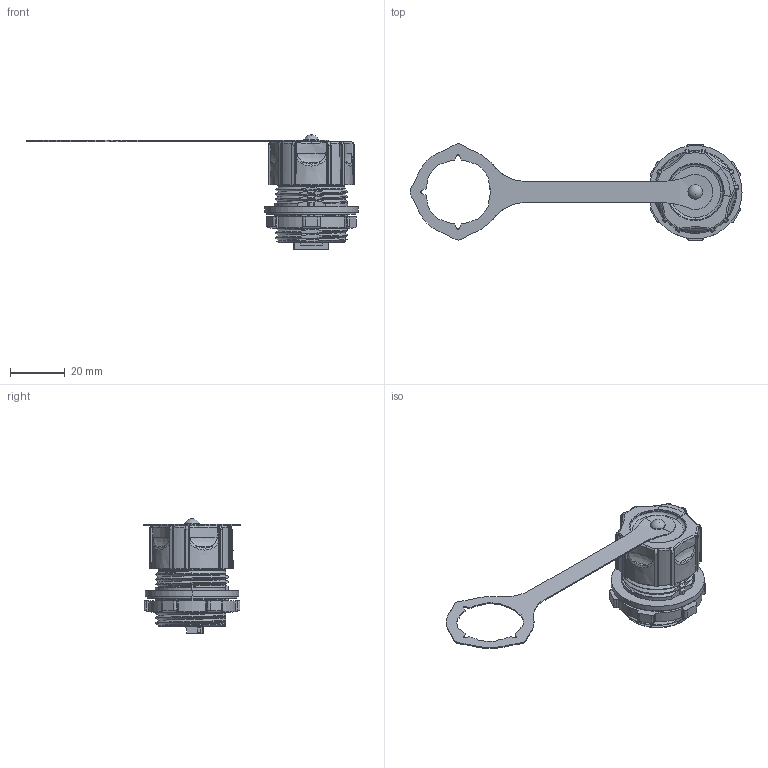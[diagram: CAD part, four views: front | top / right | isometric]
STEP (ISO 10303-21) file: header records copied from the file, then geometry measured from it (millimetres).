
FILE_DESCRIPTION (( 'STEP AP214' ), '1' );
FILE_NAME ('FOA-LCBMM-D_3D.step', '2026-01-30T22:33:31', ( '' ), ( '' ), 'SwSTEP 2.0', 'SolidWorks 2025', '' );
FILE_SCHEMA (( 'AUTOMOTIVE_DESIGN' ));
Length unit declared in the file: inch
Products named in the file (6): Dust Cap2^Dust Cap_FOA-LCBMM-D; Dust Cap3^Dust Cap_FOA-LCBMM-D; Dust Cap^FOA-LCBMM-D; FOA-LCBMM-D_3D; Duplex Adapter^FOA-LCBMM-D; Dust Cap1^Dust Cap_FOA-LCBMM-D
Assembly tree (5 placements, depth 3):
  FOA-LCBMM-D_3D
    Duplex Adapter^FOA-LCBMM-D
    Dust Cap^FOA-LCBMM-D
      Dust Cap1^Dust Cap_FOA-LCBMM-D
      Dust Cap2^Dust Cap_FOA-LCBMM-D
      Dust Cap3^Dust Cap_FOA-LCBMM-D
Bounding box: 120.86 x 35 x 41.64 mm (x, y, z)
Volume: 13644.8 mm3; surface area: 16558.8 mm2
Topology: 2 solids, 8 shells, 1177 faces, 3231 edges, 2094 vertices
Faces by surface type: plane 589, cylinder 341, bspline 122, cone 69, torus 55, sphere 1
Entity records: 48933 total; most frequent: CARTESIAN_POINT 20976, ORIENTED_EDGE 6446, DIRECTION 4864, EDGE_CURVE 3229, VERTEX_POINT 2093, VECTOR 1626, LINE 1626, AXIS2_PLACEMENT_3D 1619
